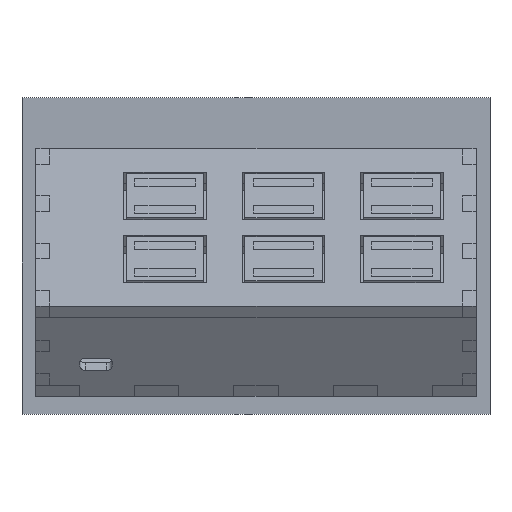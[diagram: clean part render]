
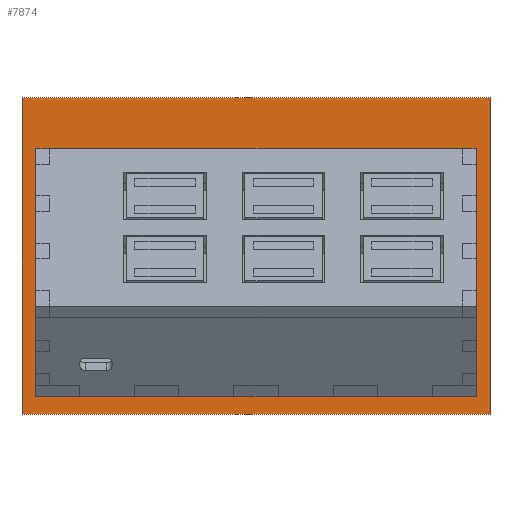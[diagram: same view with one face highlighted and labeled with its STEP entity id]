
A CAD part, top view. The second image highlights one B-rep face of the part: STEP entity #7874.
In plain terms, the highlighted planar face has unit normal (0, 0, 1).
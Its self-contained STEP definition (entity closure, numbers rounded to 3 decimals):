
#175=FACE_BOUND('',#1289,.T.);
#176=FACE_BOUND('',#1290,.T.);
#476=PLANE('',#8460);
#868=FACE_OUTER_BOUND('',#1288,.T.);
#1288=EDGE_LOOP('',(#7045,#7046,#7047,#7048));
#1289=EDGE_LOOP('',(#7049,#7050,#7051,#7052));
#1290=EDGE_LOOP('',(#7053,#7054,#7055,#7056));
#2187=LINE('',#12176,#3263);
#2190=LINE('',#12182,#3266);
#2193=LINE('',#12188,#3269);
#2196=LINE('',#12192,#3272);
#2199=LINE('',#12200,#3275);
#2202=LINE('',#12206,#3278);
#2205=LINE('',#12212,#3281);
#2208=LINE('',#12216,#3284);
#2211=LINE('',#12224,#3287);
#2214=LINE('',#12230,#3290);
#2217=LINE('',#12236,#3293);
#2220=LINE('',#12240,#3296);
#3263=VECTOR('',#9982,10.);
#3266=VECTOR('',#9987,10.);
#3269=VECTOR('',#9992,10.);
#3272=VECTOR('',#9997,10.);
#3275=VECTOR('',#10002,10.);
#3278=VECTOR('',#10007,10.);
#3281=VECTOR('',#10012,10.);
#3284=VECTOR('',#10017,10.);
#3287=VECTOR('',#10022,10.);
#3290=VECTOR('',#10027,10.);
#3293=VECTOR('',#10032,10.);
#3296=VECTOR('',#10037,10.);
#4105=VERTEX_POINT('',#12173);
#4106=VERTEX_POINT('',#12175);
#4108=VERTEX_POINT('',#12181);
#4110=VERTEX_POINT('',#12187);
#4113=VERTEX_POINT('',#12197);
#4114=VERTEX_POINT('',#12199);
#4116=VERTEX_POINT('',#12205);
#4118=VERTEX_POINT('',#12211);
#4121=VERTEX_POINT('',#12221);
#4122=VERTEX_POINT('',#12223);
#4124=VERTEX_POINT('',#12229);
#4126=VERTEX_POINT('',#12235);
#5097=EDGE_CURVE('',#4106,#4105,#2187,.T.);
#5100=EDGE_CURVE('',#4108,#4106,#2190,.T.);
#5103=EDGE_CURVE('',#4110,#4108,#2193,.T.);
#5106=EDGE_CURVE('',#4105,#4110,#2196,.T.);
#5109=EDGE_CURVE('',#4114,#4113,#2199,.T.);
#5112=EDGE_CURVE('',#4116,#4114,#2202,.T.);
#5115=EDGE_CURVE('',#4118,#4116,#2205,.T.);
#5118=EDGE_CURVE('',#4113,#4118,#2208,.T.);
#5121=EDGE_CURVE('',#4122,#4121,#2211,.T.);
#5124=EDGE_CURVE('',#4124,#4122,#2214,.T.);
#5127=EDGE_CURVE('',#4126,#4124,#2217,.T.);
#5130=EDGE_CURVE('',#4121,#4126,#2220,.T.);
#7045=ORIENTED_EDGE('',*,*,#5130,.T.);
#7046=ORIENTED_EDGE('',*,*,#5127,.T.);
#7047=ORIENTED_EDGE('',*,*,#5124,.T.);
#7048=ORIENTED_EDGE('',*,*,#5121,.T.);
#7049=ORIENTED_EDGE('',*,*,#5118,.T.);
#7050=ORIENTED_EDGE('',*,*,#5115,.T.);
#7051=ORIENTED_EDGE('',*,*,#5112,.T.);
#7052=ORIENTED_EDGE('',*,*,#5109,.T.);
#7053=ORIENTED_EDGE('',*,*,#5106,.T.);
#7054=ORIENTED_EDGE('',*,*,#5103,.T.);
#7055=ORIENTED_EDGE('',*,*,#5100,.T.);
#7056=ORIENTED_EDGE('',*,*,#5097,.T.);
#7874=ADVANCED_FACE('',(#868,#175,#176),#476,.T.);
#8460=AXIS2_PLACEMENT_3D('',#12242,#10040,#10041);
#9982=DIRECTION('',(0.,-1.,0.));
#9987=DIRECTION('',(1.,0.,0.));
#9992=DIRECTION('',(0.,1.,0.));
#9997=DIRECTION('',(-1.,0.,0.));
#10002=DIRECTION('',(0.,1.,0.));
#10007=DIRECTION('',(-1.,0.,0.));
#10012=DIRECTION('',(0.,-1.,0.));
#10017=DIRECTION('',(1.,0.,0.));
#10022=DIRECTION('',(0.,-1.,0.));
#10027=DIRECTION('',(-1.,0.,0.));
#10032=DIRECTION('',(0.,1.,0.));
#10037=DIRECTION('',(1.,0.,0.));
#10040=DIRECTION('center_axis',(0.,0.,1.));
#10041=DIRECTION('ref_axis',(1.,0.,0.));
#12173=CARTESIAN_POINT('',(-25.5,-60.075,8.998));
#12175=CARTESIAN_POINT('',(-25.5,-45.,8.998));
#12176=CARTESIAN_POINT('',(-25.5,-45.,8.998));
#12181=CARTESIAN_POINT('',(-30.5,-45.,8.998));
#12182=CARTESIAN_POINT('',(-30.5,-45.,8.998));
#12187=CARTESIAN_POINT('',(-30.5,-60.075,8.998));
#12188=CARTESIAN_POINT('',(-30.5,-60.075,8.998));
#12192=CARTESIAN_POINT('',(-25.5,-60.075,8.998));
#12197=CARTESIAN_POINT('',(25.5,-45.,8.998));
#12199=CARTESIAN_POINT('',(25.5,-60.075,8.998));
#12200=CARTESIAN_POINT('',(25.5,-60.075,8.998));
#12205=CARTESIAN_POINT('',(30.5,-60.075,8.998));
#12206=CARTESIAN_POINT('',(30.5,-60.075,8.998));
#12211=CARTESIAN_POINT('',(30.5,-45.,8.998));
#12212=CARTESIAN_POINT('',(30.5,-45.,8.998));
#12216=CARTESIAN_POINT('',(25.5,-45.,8.998));
#12221=CARTESIAN_POINT('',(-85.,-75.,8.998));
#12223=CARTESIAN_POINT('',(-85.,40.,8.998));
#12224=CARTESIAN_POINT('',(-85.,40.,8.998));
#12229=CARTESIAN_POINT('',(85.,40.,8.998));
#12230=CARTESIAN_POINT('',(85.,40.,8.998));
#12235=CARTESIAN_POINT('',(85.,-75.,8.998));
#12236=CARTESIAN_POINT('',(85.,-75.,8.998));
#12240=CARTESIAN_POINT('',(-85.,-75.,8.998));
#12242=CARTESIAN_POINT('Origin',(0.,-17.5,8.998));
